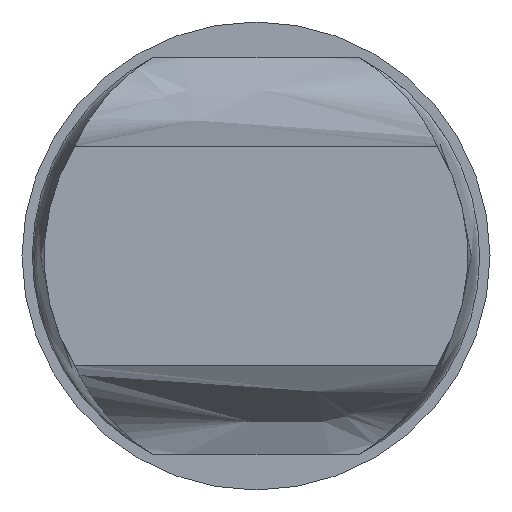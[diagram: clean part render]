
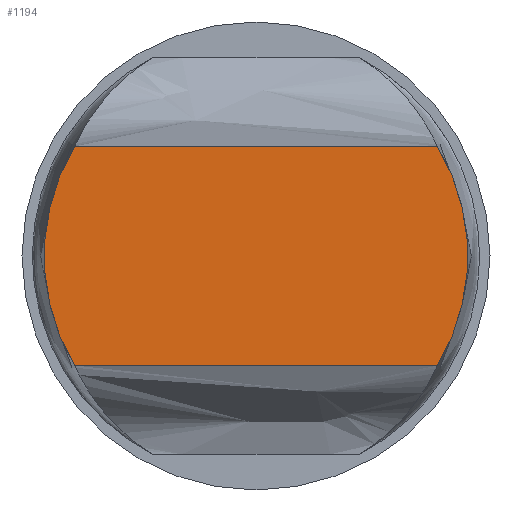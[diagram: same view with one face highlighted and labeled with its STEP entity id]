
A CAD part, left-side view. The second image highlights one B-rep face of the part: STEP entity #1194.
In plain terms, the highlighted planar face has unit normal (-1, 0, 0).
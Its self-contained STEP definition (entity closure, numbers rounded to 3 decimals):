
#25 = CARTESIAN_POINT ( 'NONE',  ( -5., 0., 3.95 ) ) ;
#48 = AXIS2_PLACEMENT_3D ( 'NONE', #25, #1070, #339 ) ;
#50 = DIRECTION ( 'NONE',  ( -1., 0., 0. ) ) ;
#64 = DIRECTION ( 'NONE',  ( 0., -1., 0. ) ) ;
#96 = VERTEX_POINT ( 'NONE', #112 ) ;
#112 = CARTESIAN_POINT ( 'NONE',  ( -5., 3.06, 2.102 ) ) ;
#113 = VERTEX_POINT ( 'NONE', #917 ) ;
#163 = CARTESIAN_POINT ( 'NONE',  ( -5., -3.06, 5.798 ) ) ;
#212 = DIRECTION ( 'NONE',  ( 0., 0., 1. ) ) ;
#268 = VECTOR ( 'NONE', #64, 1000. ) ;
#279 = EDGE_CURVE ( 'NONE', #708, #1206, #1090, .T. ) ;
#301 = ORIENTED_EDGE ( 'NONE', *, *, #593, .T. ) ;
#319 = FACE_OUTER_BOUND ( 'NONE', #1076, .T. ) ;
#326 = ORIENTED_EDGE ( 'NONE', *, *, #1318, .T. ) ;
#332 = VECTOR ( 'NONE', #580, 1000. ) ;
#339 = DIRECTION ( 'NONE',  ( 0., 0., 1. ) ) ;
#401 = ORIENTED_EDGE ( 'NONE', *, *, #639, .T. ) ;
#483 = LINE ( 'NONE', #822, #268 ) ;
#490 = AXIS2_PLACEMENT_3D ( 'NONE', #1322, #50, #704 ) ;
#580 = DIRECTION ( 'NONE',  ( 0., 1., 0. ) ) ;
#592 = CIRCLE ( 'NONE', #48, 3.575 ) ;
#593 = EDGE_CURVE ( 'NONE', #1206, #113, #1096, .T. ) ;
#615 = CARTESIAN_POINT ( 'NONE',  ( -5., 0., 3.95 ) ) ;
#639 = EDGE_CURVE ( 'NONE', #96, #708, #483, .T. ) ;
#704 = DIRECTION ( 'NONE',  ( 0., 0., 1. ) ) ;
#708 = VERTEX_POINT ( 'NONE', #1156 ) ;
#739 = PLANE ( 'NONE',  #954 ) ;
#822 = CARTESIAN_POINT ( 'NONE',  ( -5., 3.06, 2.102 ) ) ;
#917 = CARTESIAN_POINT ( 'NONE',  ( -5., 3.06, 5.798 ) ) ;
#954 = AXIS2_PLACEMENT_3D ( 'NONE', #615, #1162, #212 ) ;
#961 = ORIENTED_EDGE ( 'NONE', *, *, #279, .T. ) ;
#1070 = DIRECTION ( 'NONE',  ( -1., 0., 0. ) ) ;
#1076 = EDGE_LOOP ( 'NONE', ( #326, #401, #961, #301 ) ) ;
#1090 = CIRCLE ( 'NONE', #490, 3.575 ) ;
#1096 = LINE ( 'NONE', #163, #332 ) ;
#1156 = CARTESIAN_POINT ( 'NONE',  ( -5., -3.06, 2.102 ) ) ;
#1162 = DIRECTION ( 'NONE',  ( -1., 0., 0. ) ) ;
#1168 = CARTESIAN_POINT ( 'NONE',  ( -5., -3.06, 5.798 ) ) ;
#1194 = ADVANCED_FACE ( 'NONE', ( #319 ), #739, .T. ) ;
#1206 = VERTEX_POINT ( 'NONE', #1168 ) ;
#1318 = EDGE_CURVE ( 'NONE', #113, #96, #592, .T. ) ;
#1322 = CARTESIAN_POINT ( 'NONE',  ( -5., 0., 3.95 ) ) ;
